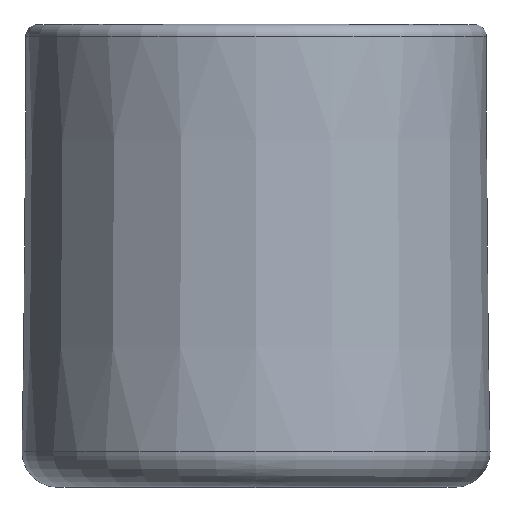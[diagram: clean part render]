
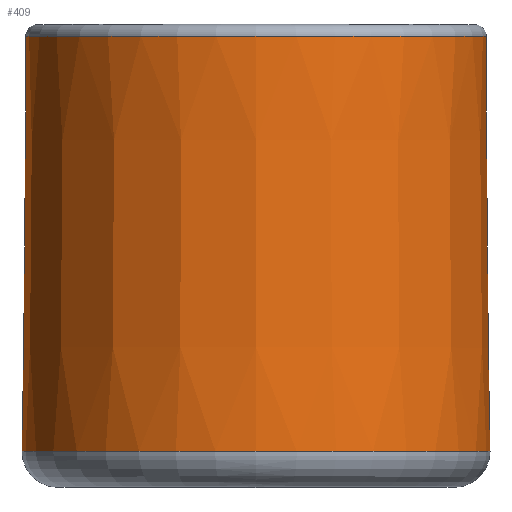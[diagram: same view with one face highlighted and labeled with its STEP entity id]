
A CAD part, top view. The second image highlights one B-rep face of the part: STEP entity #409.
In plain terms, the highlighted conical face has half-angle 0.5 degrees and reference radius 19.724 mm.
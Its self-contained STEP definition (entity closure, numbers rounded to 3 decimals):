
#336 = TOROIDAL_SURFACE('',#337,16.724,3.);
#337 = AXIS2_PLACEMENT_3D('',#338,#339,#340);
#338 = CARTESIAN_POINT('',(0.,3.,0.));
#339 = DIRECTION('',(0.,1.,0.));
#340 = DIRECTION('',(0.,-0.,1.));
#356 = VERTEX_POINT('',#357);
#357 = CARTESIAN_POINT('',(0.,3.026,
    19.724));
#382 = EDGE_CURVE('',#356,#356,#383,.T.);
#383 = SURFACE_CURVE('',#384,(#389,#396),.PCURVE_S1.);
#384 = CIRCLE('',#385,19.724);
#385 = AXIS2_PLACEMENT_3D('',#386,#387,#388);
#386 = CARTESIAN_POINT('',(0.,3.026,0.));
#387 = DIRECTION('',(0.,1.,0.));
#388 = DIRECTION('',(0.,-0.,1.));
#389 = PCURVE('',#336,#390);
#390 = DEFINITIONAL_REPRESENTATION('',(#391),#395);
#391 = LINE('',#392,#393);
#392 = CARTESIAN_POINT('',(0.,6.292));
#393 = VECTOR('',#394,1.);
#394 = DIRECTION('',(1.,0.));
#395 = ( GEOMETRIC_REPRESENTATION_CONTEXT(2) 
PARAMETRIC_REPRESENTATION_CONTEXT() REPRESENTATION_CONTEXT('2D SPACE',''
  ) );
#396 = PCURVE('',#397,#402);
#397 = CONICAL_SURFACE('',#398,19.724,0.009);
#398 = AXIS2_PLACEMENT_3D('',#399,#400,#401);
#399 = CARTESIAN_POINT('',(0.,3.026,0.));
#400 = DIRECTION('',(0.,-1.,0.));
#401 = DIRECTION('',(0.,0.,-1.));
#402 = DEFINITIONAL_REPRESENTATION('',(#403),#407);
#403 = LINE('',#404,#405);
#404 = CARTESIAN_POINT('',(9.425,0.));
#405 = VECTOR('',#406,1.);
#406 = DIRECTION('',(-1.,0.));
#407 = ( GEOMETRIC_REPRESENTATION_CONTEXT(2) 
PARAMETRIC_REPRESENTATION_CONTEXT() REPRESENTATION_CONTEXT('2D SPACE',''
  ) );
#409 = ADVANCED_FACE('',(#410),#397,.T.);
#410 = FACE_BOUND('',#411,.T.);
#411 = EDGE_LOOP('',(#412,#441,#461,#462));
#412 = ORIENTED_EDGE('',*,*,#413,.F.);
#413 = EDGE_CURVE('',#414,#414,#416,.T.);
#414 = VERTEX_POINT('',#415);
#415 = CARTESIAN_POINT('',(0.,38.009,
    19.418));
#416 = SURFACE_CURVE('',#417,(#422,#429),.PCURVE_S1.);
#417 = CIRCLE('',#418,19.418);
#418 = AXIS2_PLACEMENT_3D('',#419,#420,#421);
#419 = CARTESIAN_POINT('',(0.,38.009,0.));
#420 = DIRECTION('',(0.,1.,0.));
#421 = DIRECTION('',(0.,-0.,1.));
#422 = PCURVE('',#397,#423);
#423 = DEFINITIONAL_REPRESENTATION('',(#424),#428);
#424 = LINE('',#425,#426);
#425 = CARTESIAN_POINT('',(9.425,-34.983));
#426 = VECTOR('',#427,1.);
#427 = DIRECTION('',(-1.,0.));
#428 = ( GEOMETRIC_REPRESENTATION_CONTEXT(2) 
PARAMETRIC_REPRESENTATION_CONTEXT() REPRESENTATION_CONTEXT('2D SPACE',''
  ) );
#429 = PCURVE('',#430,#435);
#430 = TOROIDAL_SURFACE('',#431,18.418,1.);
#431 = AXIS2_PLACEMENT_3D('',#432,#433,#434);
#432 = CARTESIAN_POINT('',(0.,38.,0.));
#433 = DIRECTION('',(0.,1.,0.));
#434 = DIRECTION('',(0.,-0.,1.));
#435 = DEFINITIONAL_REPRESENTATION('',(#436),#440);
#436 = LINE('',#437,#438);
#437 = CARTESIAN_POINT('',(0.,6.292));
#438 = VECTOR('',#439,1.);
#439 = DIRECTION('',(1.,0.));
#440 = ( GEOMETRIC_REPRESENTATION_CONTEXT(2) 
PARAMETRIC_REPRESENTATION_CONTEXT() REPRESENTATION_CONTEXT('2D SPACE',''
  ) );
#441 = ORIENTED_EDGE('',*,*,#442,.T.);
#442 = EDGE_CURVE('',#414,#356,#443,.T.);
#443 = SEAM_CURVE('',#444,(#447,#454),.PCURVE_S1.);
#444 = B_SPLINE_CURVE_WITH_KNOTS('',1,(#445,#446),.UNSPECIFIED.,.F.,.F.,
  (2,2),(-34.984,0.),.PIECEWISE_BEZIER_KNOTS.);
#445 = CARTESIAN_POINT('',(0.,38.009,
    19.418));
#446 = CARTESIAN_POINT('',(0.,3.026,
    19.724));
#447 = PCURVE('',#397,#448);
#448 = DEFINITIONAL_REPRESENTATION('',(#449),#453);
#449 = LINE('',#450,#451);
#450 = CARTESIAN_POINT('',(9.425,0.));
#451 = VECTOR('',#452,1.);
#452 = DIRECTION('',(0.,1.));
#453 = ( GEOMETRIC_REPRESENTATION_CONTEXT(2) 
PARAMETRIC_REPRESENTATION_CONTEXT() REPRESENTATION_CONTEXT('2D SPACE',''
  ) );
#454 = PCURVE('',#397,#455);
#455 = DEFINITIONAL_REPRESENTATION('',(#456),#460);
#456 = LINE('',#457,#458);
#457 = CARTESIAN_POINT('',(3.142,0.));
#458 = VECTOR('',#459,1.);
#459 = DIRECTION('',(0.,1.));
#460 = ( GEOMETRIC_REPRESENTATION_CONTEXT(2) 
PARAMETRIC_REPRESENTATION_CONTEXT() REPRESENTATION_CONTEXT('2D SPACE',''
  ) );
#461 = ORIENTED_EDGE('',*,*,#382,.T.);
#462 = ORIENTED_EDGE('',*,*,#442,.F.);
